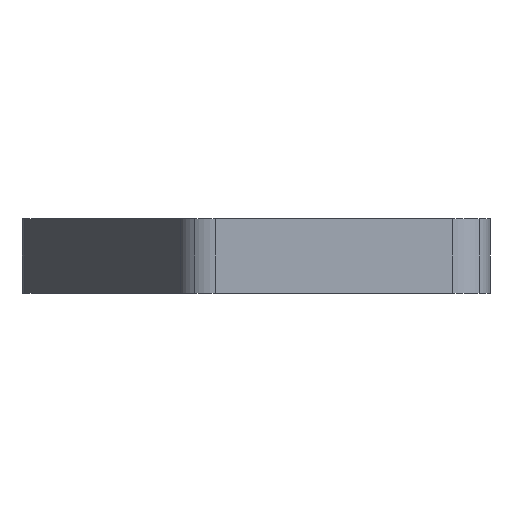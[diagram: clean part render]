
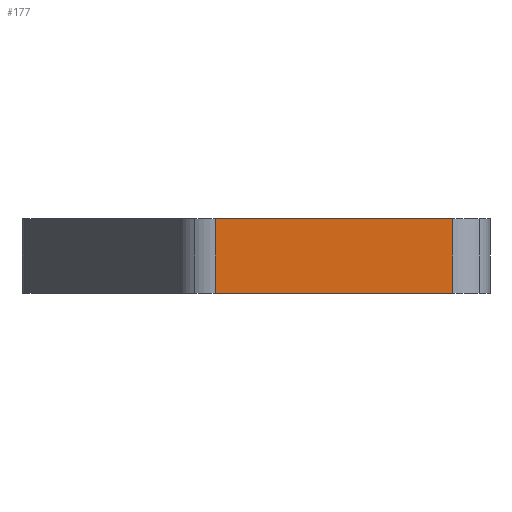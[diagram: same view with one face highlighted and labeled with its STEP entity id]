
A CAD part, left-side view. The second image highlights one B-rep face of the part: STEP entity #177.
In plain terms, the highlighted planar face has unit normal (-1, 0, 0).
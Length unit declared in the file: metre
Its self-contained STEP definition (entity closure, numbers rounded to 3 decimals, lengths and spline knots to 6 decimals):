
#177=ADVANCED_FACE('0:104',(#285),#286,.T.);
#285=FACE_OUTER_BOUND('',#386,.T.);
#286=PLANE('',#387);
#386=EDGE_LOOP('',(#764,#765,#766,#767));
#387=AXIS2_PLACEMENT_3D('',#768,#769,#770);
#764=ORIENTED_EDGE('',*,*,#918,.T.);
#765=ORIENTED_EDGE('',*,*,#809,.F.);
#766=ORIENTED_EDGE('',*,*,#933,.F.);
#767=ORIENTED_EDGE('',*,*,#938,.T.);
#768=CARTESIAN_POINT('',(-0.157033,2.693451,0.0));
#769=DIRECTION('',(-1.0,0.,0.0));
#770=DIRECTION('',(0.0,0.0,1.0));
#809=EDGE_CURVE('0:122',#945,#947,#948,.T.);
#918=EDGE_CURVE('0:215',#1135,#947,#1136,.T.);
#933=EDGE_CURVE('0:218',#1154,#945,#1156,.T.);
#938=EDGE_CURVE('0:209',#1154,#1135,#1163,.T.);
#945=VERTEX_POINT('',#1170);
#947=VERTEX_POINT('',#1172);
#948=LINE('',#1173,#1174);
#1135=VERTEX_POINT('',#1416);
#1136=LINE('',#1417,#1418);
#1154=VERTEX_POINT('',#1444);
#1156=LINE('',#1446,#1447);
#1163=LINE('',#1456,#1457);
#1170=CARTESIAN_POINT('',(-0.157033,2.706127,0.0));
#1172=CARTESIAN_POINT('',(-0.157033,2.706127,0.004));
#1173=CARTESIAN_POINT('',(-0.157033,2.706127,0.0));
#1174=VECTOR('',#1466,0.001);
#1416=CARTESIAN_POINT('',(-0.157033,2.693451,0.004));
#1417=CARTESIAN_POINT('',(-0.157033,2.693451,0.004));
#1418=VECTOR('',#1681,0.001);
#1444=CARTESIAN_POINT('',(-0.157033,2.693451,0.0));
#1446=CARTESIAN_POINT('',(-0.157033,2.693451,0.0));
#1447=VECTOR('',#1708,0.001);
#1456=CARTESIAN_POINT('',(-0.157033,2.693451,0.0));
#1457=VECTOR('',#1717,0.001);
#1466=DIRECTION('',(0.0,0.0,1.0));
#1681=DIRECTION('',(0.,1.0,0.0));
#1708=DIRECTION('',(0.,1.0,0.0));
#1717=DIRECTION('',(0.0,0.0,1.0));
